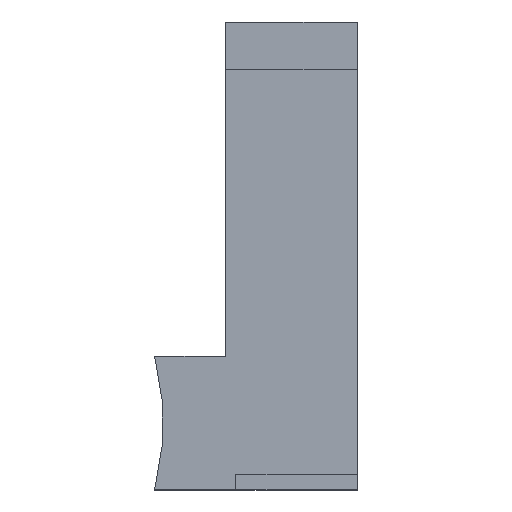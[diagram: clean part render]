
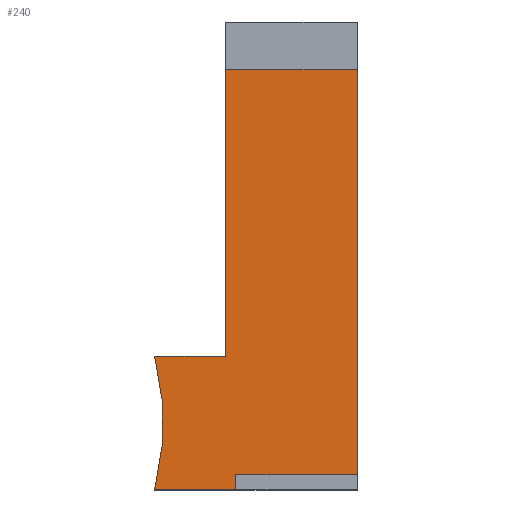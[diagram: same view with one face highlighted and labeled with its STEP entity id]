
A CAD part, top view. The second image highlights one B-rep face of the part: STEP entity #240.
In plain terms, the highlighted planar face has unit normal (0, 0, 1).
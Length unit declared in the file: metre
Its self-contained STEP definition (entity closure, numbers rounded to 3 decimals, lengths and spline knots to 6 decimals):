
#13=CIRCLE('',#267,0.03);
#39=ORIENTED_EDGE('',*,*,#102,.F.);
#40=ORIENTED_EDGE('',*,*,#85,.T.);
#41=ORIENTED_EDGE('',*,*,#103,.T.);
#42=ORIENTED_EDGE('',*,*,#104,.T.);
#43=ORIENTED_EDGE('',*,*,#99,.T.);
#44=ORIENTED_EDGE('',*,*,#105,.T.);
#45=ORIENTED_EDGE('',*,*,#106,.T.);
#46=ORIENTED_EDGE('',*,*,#92,.T.);
#85=EDGE_CURVE('',#119,#118,#140,.T.);
#92=EDGE_CURVE('',#124,#123,#147,.T.);
#99=EDGE_CURVE('',#130,#129,#154,.T.);
#102=EDGE_CURVE('',#119,#123,#157,.T.);
#103=EDGE_CURVE('',#118,#132,#158,.T.);
#104=EDGE_CURVE('',#132,#130,#13,.T.);
#105=EDGE_CURVE('',#129,#133,#159,.T.);
#106=EDGE_CURVE('',#133,#124,#160,.T.);
#118=VERTEX_POINT('',#350);
#119=VERTEX_POINT('',#352);
#123=VERTEX_POINT('',#364);
#124=VERTEX_POINT('',#366);
#129=VERTEX_POINT('',#378);
#130=VERTEX_POINT('',#380);
#132=VERTEX_POINT('',#387);
#133=VERTEX_POINT('',#390);
#140=LINE('',#351,#171);
#147=LINE('',#365,#178);
#154=LINE('',#379,#185);
#157=LINE('',#385,#188);
#158=LINE('',#386,#189);
#159=LINE('',#389,#190);
#160=LINE('',#391,#191);
#171=VECTOR('',#285,1.);
#178=VECTOR('',#296,1.);
#185=VECTOR('',#305,1.);
#188=VECTOR('',#310,1.);
#189=VECTOR('',#311,1.);
#190=VECTOR('',#314,1.);
#191=VECTOR('',#315,1.);
#202=EDGE_LOOP('',(#39,#40,#41,#42,#43,#44,#45,#46));
#215=FACE_BOUND('',#202,.T.);
#228=PLANE('',#266);
#240=ADVANCED_FACE('',(#215),#228,.F.);
#266=AXIS2_PLACEMENT_3D('',#384,#308,#309);
#267=AXIS2_PLACEMENT_3D('',#388,#312,#313);
#285=DIRECTION('',(0.,-1.,0.));
#296=DIRECTION('',(0.,1.,0.));
#305=DIRECTION('',(1.,0.,0.));
#308=DIRECTION('',(0.,0.,-1.));
#309=DIRECTION('',(1.,0.,0.));
#310=DIRECTION('',(1.,0.,0.));
#311=DIRECTION('',(-1.,0.,0.));
#312=DIRECTION('',(0.,0.,-1.));
#313=DIRECTION('',(-1.,0.,0.));
#314=DIRECTION('',(0.,1.,0.));
#315=DIRECTION('',(1.,0.,0.));
#350=CARTESIAN_POINT('',(-0.012323,-0.00121,0.0026));
#351=CARTESIAN_POINT('',(-0.012323,0.014903,0.0026));
#352=CARTESIAN_POINT('',(-0.012323,0.031017,0.0026));
#364=CARTESIAN_POINT('',(0.002477,0.031017,0.0026));
#365=CARTESIAN_POINT('',(0.002477,0.008249,0.0026));
#366=CARTESIAN_POINT('',(0.002477,-0.014519,0.0026));
#378=CARTESIAN_POINT('',(-0.011156,-0.01621,0.0026));
#379=CARTESIAN_POINT('',(-0.015715,-0.01621,0.0026));
#380=CARTESIAN_POINT('',(-0.020273,-0.01621,0.0026));
#384=CARTESIAN_POINT('',(0.010624,-0.004701,0.0026));
#385=CARTESIAN_POINT('',(-0.004923,0.031017,0.0026));
#386=CARTESIAN_POINT('',(-0.016298,-0.00121,0.0026));
#387=CARTESIAN_POINT('',(-0.020273,-0.00121,0.0026));
#388=CARTESIAN_POINT('',(-0.04932,-0.00871,0.0026));
#389=CARTESIAN_POINT('',(-0.011156,-0.004701,0.0026));
#390=CARTESIAN_POINT('',(-0.011156,-0.014519,0.0026));
#391=CARTESIAN_POINT('',(0.010624,-0.014519,0.0026));
